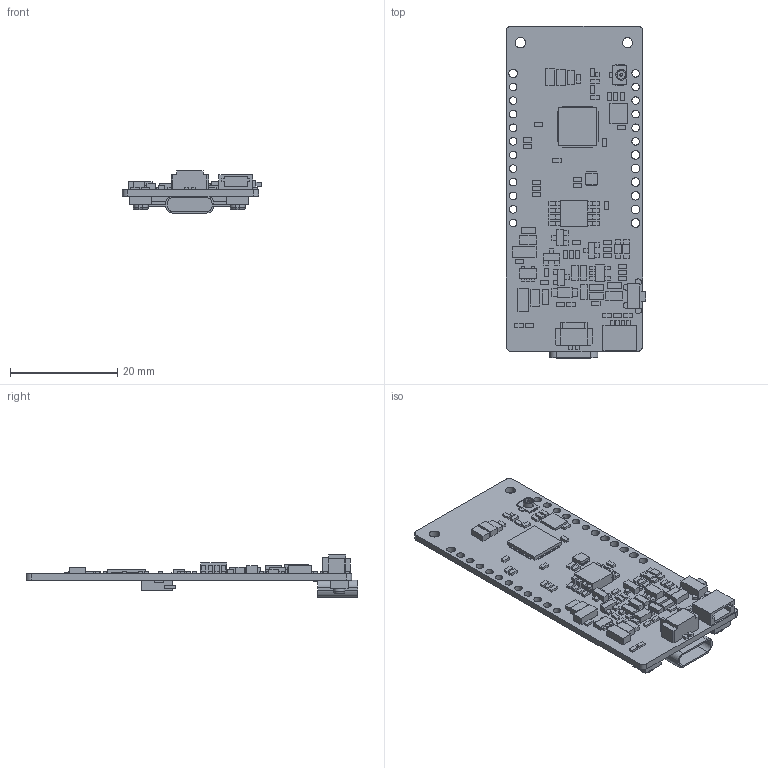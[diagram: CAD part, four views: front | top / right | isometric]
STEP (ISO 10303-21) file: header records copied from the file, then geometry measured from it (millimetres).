
FILE_DESCRIPTION((''),'2;1');
FILE_NAME('T_DISPLAY_S3','2022-09-07T11:43:41',('123456'),(''),'CREO PARAMETRIC BY PTC INC, 2019080','CREO PARAMETRIC BY PTC INC, 2019080','');
FILE_SCHEMA(('AUTOMOTIVE_DESIGN { 1 0 10303 214 1 1 1 1 }'));
Length unit declared in the file: millimetre
Products named in the file (1): T_DISPLAY_S3
Bounding box: 26.09 x 61.98 x 7.86 mm (x, y, z)
Volume: 2537.3 mm3; surface area: 4558.9 mm2
Topology: 1 solids, 1 shells, 798 faces, 2118 edges, 1407 vertices
Faces by surface type: plane 712, cylinder 82, torus 4
Entity records: 24710 total; most frequent: CARTESIAN_POINT 4325, ORIENTED_EDGE 4236, DIRECTION 3885, EDGE_CURVE 2118, VECTOR 1947, LINE 1947, VERTEX_POINT 1407, AXIS2_PLACEMENT_3D 969
